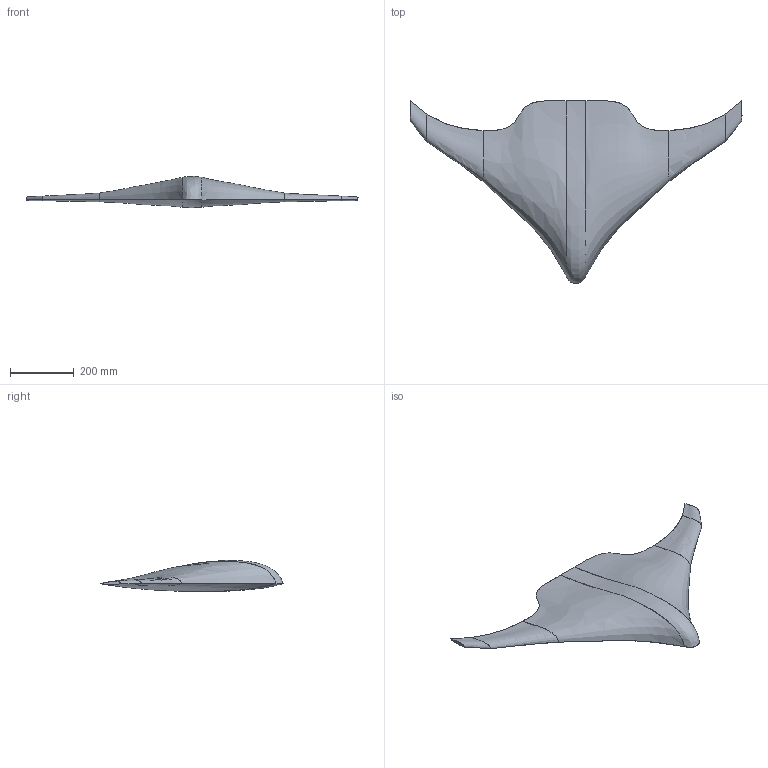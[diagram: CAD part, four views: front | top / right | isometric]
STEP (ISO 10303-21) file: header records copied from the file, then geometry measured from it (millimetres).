
FILE_DESCRIPTION(('FreeCAD Model'),'2;1');
FILE_NAME('Open CASCADE Shape Model','2025-04-27T09:20:23',('FreeCAD'),( 'FreeCAD'),'Open CASCADE STEP processor 7.6','FreeCAD','Unknown');
FILE_SCHEMA(('AUTOMOTIVE_DESIGN { 1 0 10303 214 1 1 1 1 }'));
Length unit declared in the file: millimetre
Products named in the file (1): Open CASCADE STEP translator 7.6 1
Bounding box: 1043.06 x 573.68 x 97.58 mm (x, y, z)
Surface area: 559321.9 mm2 (no closed solid volume)
Topology: 0 solids, 16 shells, 16 faces, 250 edges, 250 vertices
Faces by surface type: bspline 16
Entity records: 7394 total; most frequent: CARTESIAN_POINT 6283, ORIENTED_EDGE 250, EDGE_CURVE 250, VERTEX_POINT 250, B_SPLINE_CURVE_WITH_KNOTS 250, SHELL_BASED_SURFACE_MODEL 16, OPEN_SHELL 16, ADVANCED_FACE 16
